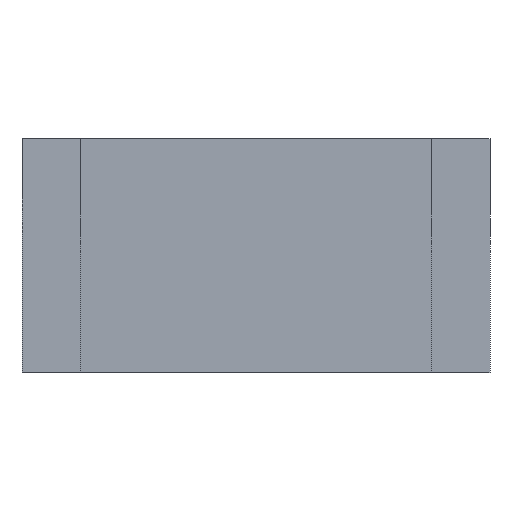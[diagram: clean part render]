
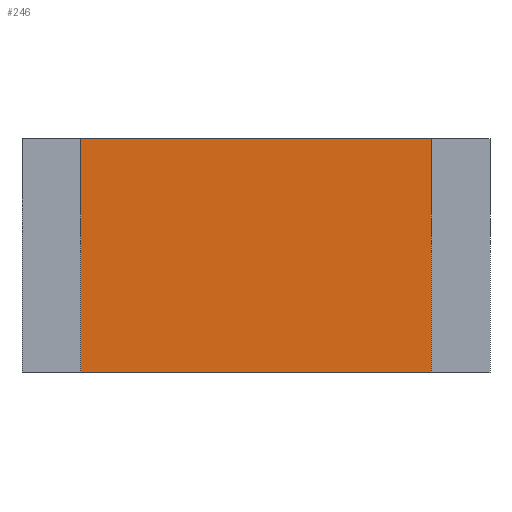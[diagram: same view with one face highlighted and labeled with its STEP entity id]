
A CAD part, front view. The second image highlights one B-rep face of the part: STEP entity #246.
In plain terms, the highlighted planar face has unit normal (0, -1, 0).
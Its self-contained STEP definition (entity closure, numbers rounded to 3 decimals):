
#14 = EDGE_CURVE ( 'NONE', #432, #390, #375, .T. ) ;
#25 = CARTESIAN_POINT ( 'NONE',  ( -1.2, 0., 0.8 ) ) ;
#53 = AXIS2_PLACEMENT_3D ( 'NONE', #256, #139, #685 ) ;
#75 = ORIENTED_EDGE ( 'NONE', *, *, #626, .F. ) ;
#95 = EDGE_LOOP ( 'NONE', ( #689, #518, #75, #233 ) ) ;
#97 = LINE ( 'NONE', #98, #259 ) ;
#98 = CARTESIAN_POINT ( 'NONE',  ( 0., 0., -0.8 ) ) ;
#113 = DIRECTION ( 'NONE',  ( 1., 0., 0. ) ) ;
#139 = DIRECTION ( 'NONE',  ( 0., 1., 0. ) ) ;
#151 = VECTOR ( 'NONE', #232, 1000. ) ;
#165 = LINE ( 'NONE', #448, #151 ) ;
#232 = DIRECTION ( 'NONE',  ( 0., 0., -1. ) ) ;
#233 = ORIENTED_EDGE ( 'NONE', *, *, #14, .F. ) ;
#242 = FACE_OUTER_BOUND ( 'NONE', #95, .T. ) ;
#246 = ADVANCED_FACE ( 'NONE', ( #242 ), #649, .F. ) ;
#256 = CARTESIAN_POINT ( 'NONE',  ( 0., 0., 0. ) ) ;
#259 = VECTOR ( 'NONE', #442, 1000. ) ;
#279 = VERTEX_POINT ( 'NONE', #321 ) ;
#285 = CARTESIAN_POINT ( 'NONE',  ( 1.2, 0., -0.8 ) ) ;
#310 = VERTEX_POINT ( 'NONE', #285 ) ;
#319 = CARTESIAN_POINT ( 'NONE',  ( 0., 0., 0.8 ) ) ;
#321 = CARTESIAN_POINT ( 'NONE',  ( -1.2, 0., -0.8 ) ) ;
#334 = EDGE_CURVE ( 'NONE', #310, #279, #97, .T. ) ;
#352 = CARTESIAN_POINT ( 'NONE',  ( 1.2, 0., 0.8 ) ) ;
#365 = VECTOR ( 'NONE', #534, 1000. ) ;
#375 = LINE ( 'NONE', #319, #419 ) ;
#390 = VERTEX_POINT ( 'NONE', #352 ) ;
#419 = VECTOR ( 'NONE', #113, 1000. ) ;
#432 = VERTEX_POINT ( 'NONE', #25 ) ;
#442 = DIRECTION ( 'NONE',  ( -1., 0., 0. ) ) ;
#448 = CARTESIAN_POINT ( 'NONE',  ( 1.2, 0., 0. ) ) ;
#502 = EDGE_CURVE ( 'NONE', #279, #432, #537, .T. ) ;
#518 = ORIENTED_EDGE ( 'NONE', *, *, #334, .F. ) ;
#534 = DIRECTION ( 'NONE',  ( 0., 0., 1. ) ) ;
#537 = LINE ( 'NONE', #596, #365 ) ;
#596 = CARTESIAN_POINT ( 'NONE',  ( -1.2, 0., 0. ) ) ;
#626 = EDGE_CURVE ( 'NONE', #390, #310, #165, .T. ) ;
#649 = PLANE ( 'NONE',  #53 ) ;
#685 = DIRECTION ( 'NONE',  ( 0., 0., 1. ) ) ;
#689 = ORIENTED_EDGE ( 'NONE', *, *, #502, .F. ) ;
